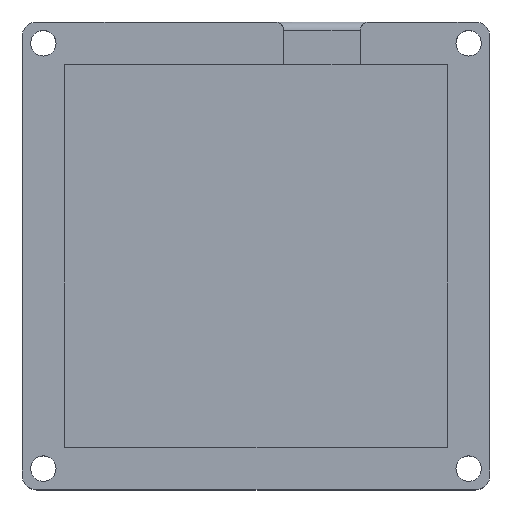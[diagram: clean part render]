
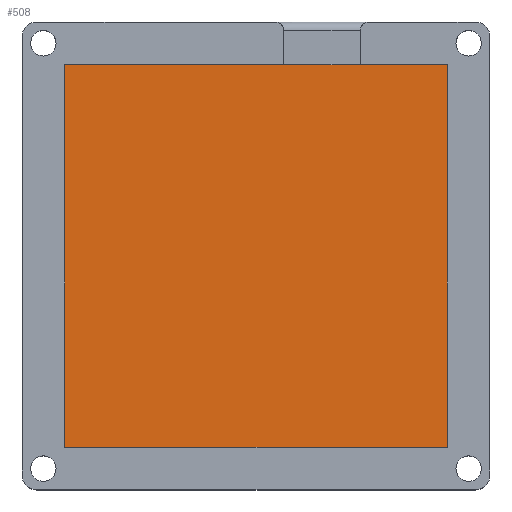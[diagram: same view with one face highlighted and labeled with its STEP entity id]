
A CAD part, top view. The second image highlights one B-rep face of the part: STEP entity #508.
In plain terms, the highlighted planar face has unit normal (0, 0, 1).
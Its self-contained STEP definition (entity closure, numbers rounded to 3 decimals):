
#31=PLANE('',#553);
#54=FACE_OUTER_BOUND('',#85,.T.);
#85=EDGE_LOOP('',(#422,#423,#424,#425,#426,#427));
#155=LINE('',#819,#206);
#158=LINE('',#825,#209);
#159=LINE('',#827,#210);
#160=LINE('',#829,#211);
#161=LINE('',#831,#212);
#162=LINE('',#832,#213);
#206=VECTOR('',#665,10.);
#209=VECTOR('',#672,10.);
#210=VECTOR('',#673,10.);
#211=VECTOR('',#674,10.);
#212=VECTOR('',#675,10.);
#213=VECTOR('',#676,10.);
#259=VERTEX_POINT('',#816);
#260=VERTEX_POINT('',#818);
#261=VERTEX_POINT('',#824);
#262=VERTEX_POINT('',#826);
#263=VERTEX_POINT('',#828);
#264=VERTEX_POINT('',#830);
#319=EDGE_CURVE('',#260,#259,#155,.T.);
#322=EDGE_CURVE('',#259,#261,#158,.T.);
#323=EDGE_CURVE('',#261,#262,#159,.T.);
#324=EDGE_CURVE('',#262,#263,#160,.T.);
#325=EDGE_CURVE('',#263,#264,#161,.T.);
#326=EDGE_CURVE('',#264,#260,#162,.T.);
#422=ORIENTED_EDGE('',*,*,#319,.T.);
#423=ORIENTED_EDGE('',*,*,#322,.T.);
#424=ORIENTED_EDGE('',*,*,#323,.T.);
#425=ORIENTED_EDGE('',*,*,#324,.T.);
#426=ORIENTED_EDGE('',*,*,#325,.T.);
#427=ORIENTED_EDGE('',*,*,#326,.T.);
#508=ADVANCED_FACE('',(#54),#31,.T.);
#553=AXIS2_PLACEMENT_3D('',#823,#670,#671);
#665=DIRECTION('',(-1.,0.,0.));
#670=DIRECTION('center_axis',(0.,0.,1.));
#671=DIRECTION('ref_axis',(1.,0.,0.));
#672=DIRECTION('',(-1.,0.,0.));
#673=DIRECTION('',(0.,-1.,0.));
#674=DIRECTION('',(1.,0.,0.));
#675=DIRECTION('',(0.,1.,0.));
#676=DIRECTION('',(-1.,0.,0.));
#816=CARTESIAN_POINT('',(161.001,-35.,10.));
#818=CARTESIAN_POINT('',(179.,-35.,10.));
#819=CARTESIAN_POINT('',(157.75,-35.,10.));
#823=CARTESIAN_POINT('Origin',(154.5,-80.,10.));
#824=CARTESIAN_POINT('',(109.5,-35.,10.));
#825=CARTESIAN_POINT('',(132.,-35.,10.));
#826=CARTESIAN_POINT('',(109.5,-125.,10.));
#827=CARTESIAN_POINT('',(109.5,-125.,10.));
#828=CARTESIAN_POINT('',(199.5,-125.,10.));
#829=CARTESIAN_POINT('',(199.5,-125.,10.));
#830=CARTESIAN_POINT('',(199.5,-35.,10.));
#831=CARTESIAN_POINT('',(199.5,-35.,10.));
#832=CARTESIAN_POINT('',(166.75,-35.,10.));
